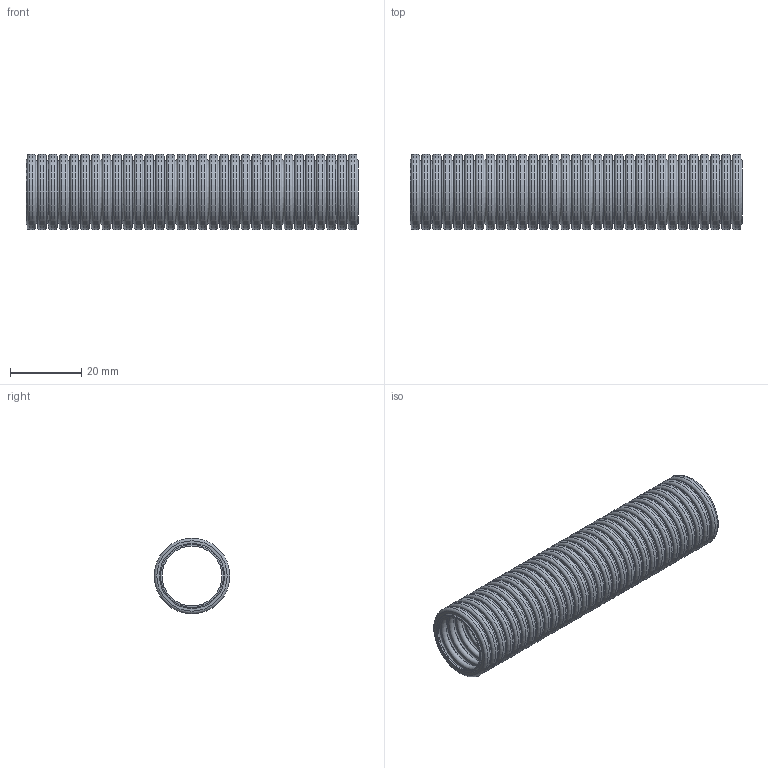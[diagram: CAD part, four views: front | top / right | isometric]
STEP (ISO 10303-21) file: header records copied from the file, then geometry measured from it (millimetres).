
FILE_DESCRIPTION(/* description */ (''),/* implementation_level */ '2;1');
FILE_NAME(/* name */ '08 0071 050 000 001_00-Kabelschutzschlauch.stp',/* time_stamp */ '2020-08-20T09:46:30+02:00',/* author */ (''),/* organization */ (''),/* preprocessor_version */ 'ST-DEVELOPER v16',/* originating_system */ 'SIEMENS PLM Software NX 11.0',/* authorisation */ '');
FILE_SCHEMA (('AUTOMOTIVE_DESIGN { 1 0 10303 214 3 1 1 1 }'));
Length unit declared in the file: millimetre
Products named in the file (1): rhen17007E34cox8
Bounding box: 93 x 21.2 x 21.2 mm (x, y, z)
Volume: 4897.9 mm3; surface area: 21140.5 mm2
Topology: 1 solids, 1 shells, 376 faces, 626 edges, 376 vertices
Faces by surface type: torus 188, plane 126, cylinder 62
Full cylindrical faces by diameter (mm): 20.3 x31, 21.2 x31
Entity records: 7560 total; most frequent: DIRECTION 1506, CARTESIAN_POINT 1129, AXIS2_PLACEMENT_3D 753, FACE_BOUND 752, EDGE_LOOP 752, ORIENTED_EDGE 752, ADVANCED_FACE 376, VERTEX_POINT 376
